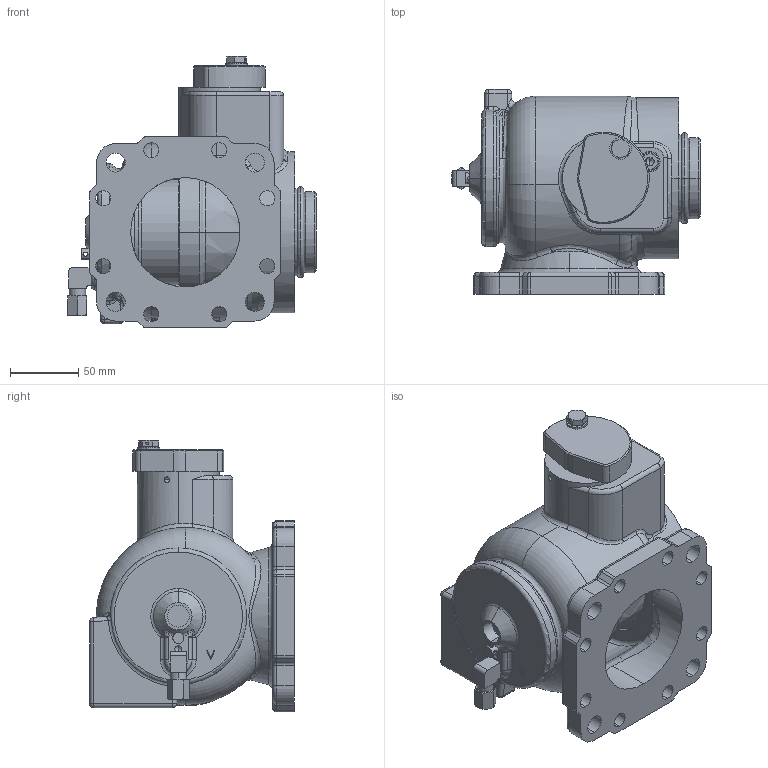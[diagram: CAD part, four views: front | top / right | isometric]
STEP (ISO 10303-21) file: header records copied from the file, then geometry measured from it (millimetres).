
FILE_DESCRIPTION (( 'STEP AP214' ), '1' );
FILE_NAME ('EV80-22_250509.STEP', '2014-11-24T08:00:43', ( 'Admin2' ), ( '' ), 'SwSTEP 2.0', 'SolidWorks 2010', '' );
FILE_SCHEMA (( 'AUTOMOTIVE_DESIGN' ));
Length unit declared in the file: millimetre
Products named in the file (1): EV80-22_250509
Bounding box: 181.8 x 150 x 198.9 mm (x, y, z)
Volume: 1254728.5 mm3; surface area: 325193.1 mm2
Topology: 16 solids, 16 shells, 1271 faces, 3131 edges, 1895 vertices
Faces by surface type: cylinder 420, plane 340, bspline 201, cone 157, torus 121, sphere 32
Entity records: 65766 total; most frequent: CARTESIAN_POINT 23008, ORIENTED_EDGE 6152, DIRECTION 5720, EDGE_CURVE 3076, AXIS2_PLACEMENT_3D 2291, VERTEX_POINT 1892, EDGE_LOOP 1406, UNCERTAINTY_MEASURE_WITH_UNIT 1289
